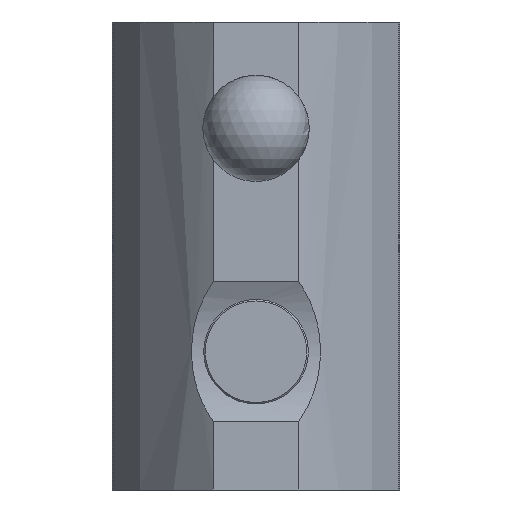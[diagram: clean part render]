
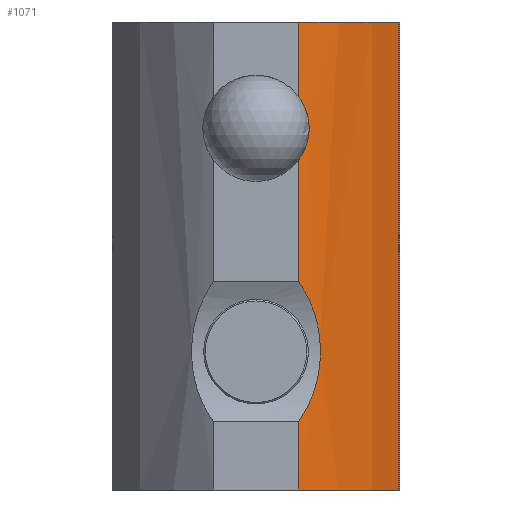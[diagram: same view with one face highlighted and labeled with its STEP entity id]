
A CAD part, left-side view. The second image highlights one B-rep face of the part: STEP entity #1071.
In plain terms, the highlighted cylindrical face has radius 15 mm (diameter 30 mm), a partial arc.
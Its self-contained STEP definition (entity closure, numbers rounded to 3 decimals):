
#92=CIRCLE('',#1179,15.);
#93=CIRCLE('',#1180,15.);
#140=LINE('',#1636,#210);
#141=LINE('',#1640,#211);
#142=LINE('',#1644,#212);
#143=LINE('',#1652,#213);
#210=VECTOR('',#1307,1000.);
#211=VECTOR('',#1310,1000.);
#212=VECTOR('',#1313,1000.);
#213=VECTOR('',#1314,1000.);
#280=ORIENTED_EDGE('',*,*,#576,.F.);
#281=ORIENTED_EDGE('',*,*,#577,.F.);
#282=ORIENTED_EDGE('',*,*,#578,.F.);
#283=ORIENTED_EDGE('',*,*,#579,.T.);
#284=ORIENTED_EDGE('',*,*,#580,.T.);
#285=ORIENTED_EDGE('',*,*,#581,.F.);
#286=ORIENTED_EDGE('',*,*,#582,.F.);
#287=ORIENTED_EDGE('',*,*,#583,.F.);
#576=EDGE_CURVE('',#724,#725,#829,.T.);
#577=EDGE_CURVE('',#726,#724,#140,.T.);
#578=EDGE_CURVE('',#727,#726,#92,.T.);
#579=EDGE_CURVE('',#727,#728,#141,.T.);
#580=EDGE_CURVE('',#728,#729,#93,.T.);
#581=EDGE_CURVE('',#730,#729,#142,.T.);
#582=EDGE_CURVE('',#731,#730,#830,.T.);
#583=EDGE_CURVE('',#725,#731,#143,.T.);
#724=VERTEX_POINT('',#1634);
#725=VERTEX_POINT('',#1635);
#726=VERTEX_POINT('',#1637);
#727=VERTEX_POINT('',#1639);
#728=VERTEX_POINT('',#1641);
#729=VERTEX_POINT('',#1643);
#730=VERTEX_POINT('',#1645);
#731=VERTEX_POINT('',#1651);
#829=B_SPLINE_CURVE_WITH_KNOTS('',3,(#1627,#1628,#1629,#1630,#1631,#1632,
#1633),.UNSPECIFIED.,.F.,.F.,(4,1,1,1,4),(0.,0.002,
0.004,0.005,0.007),
 .UNSPECIFIED.);
#830=B_SPLINE_CURVE_WITH_KNOTS('',3,(#1646,#1647,#1648,#1649,#1650),
 .UNSPECIFIED.,.F.,.F.,(4,1,4),(0.,0.002,
0.003),.UNSPECIFIED.);
#855=EDGE_LOOP('',(#280,#281,#282,#283,#284,#285,#286,#287));
#953=FACE_BOUND('',#855,.T.);
#1052=CYLINDRICAL_SURFACE('',#1178,15.);
#1071=ADVANCED_FACE('',(#953),#1052,.T.);
#1178=AXIS2_PLACEMENT_3D('',#1626,#1305,#1306);
#1179=AXIS2_PLACEMENT_3D('',#1638,#1308,#1309);
#1180=AXIS2_PLACEMENT_3D('',#1642,#1311,#1312);
#1305=DIRECTION('',(0.,-1.,0.));
#1306=DIRECTION('',(0.,0.,-1.));
#1307=DIRECTION('',(0.,-1.,0.));
#1308=DIRECTION('',(0.,1.,0.));
#1309=DIRECTION('',(1.,0.,0.));
#1310=DIRECTION('',(0.,-1.,0.));
#1311=DIRECTION('',(0.,1.,0.));
#1312=DIRECTION('',(1.,0.,0.));
#1313=DIRECTION('',(0.,-1.,0.));
#1314=DIRECTION('',(0.,-1.,0.));
#1626=CARTESIAN_POINT('',(-12.108,6.5,-6.854));
#1627=CARTESIAN_POINT('',(0.,3.29,2.));
#1628=CARTESIAN_POINT('',(-0.241,2.838,2.33));
#1629=CARTESIAN_POINT('',(-0.659,1.813,2.845));
#1630=CARTESIAN_POINT('',(-0.904,0.002,3.118));
#1631=CARTESIAN_POINT('',(-0.661,-1.808,2.847));
#1632=CARTESIAN_POINT('',(-0.241,-2.838,2.33));
#1633=CARTESIAN_POINT('',(0.,-3.29,2.));
#1634=CARTESIAN_POINT('',(0.,3.29,2.));
#1635=CARTESIAN_POINT('',(0.,-3.29,2.));
#1636=CARTESIAN_POINT('',(0.,6.5,2.));
#1637=CARTESIAN_POINT('',(0.,6.5,2.));
#1638=CARTESIAN_POINT('',(-12.108,6.5,-6.854));
#1639=CARTESIAN_POINT('',(-5.686,6.5,6.702));
#1640=CARTESIAN_POINT('',(-5.686,6.5,6.702));
#1641=CARTESIAN_POINT('',(-5.686,-15.5,6.702));
#1642=CARTESIAN_POINT('',(-12.108,-15.5,-6.854));
#1643=CARTESIAN_POINT('',(0.,-15.5,2.));
#1644=CARTESIAN_POINT('',(0.,6.5,2.));
#1645=CARTESIAN_POINT('',(0.,-12.,2.));
#1646=CARTESIAN_POINT('',(0.,-9.,2.));
#1647=CARTESIAN_POINT('',(-0.225,-9.41,2.307));
#1648=CARTESIAN_POINT('',(-0.539,-10.496,2.693));
#1649=CARTESIAN_POINT('',(-0.225,-11.59,2.308));
#1650=CARTESIAN_POINT('',(0.,-12.,2.));
#1651=CARTESIAN_POINT('',(0.,-9.,2.));
#1652=CARTESIAN_POINT('',(0.,6.5,2.));
